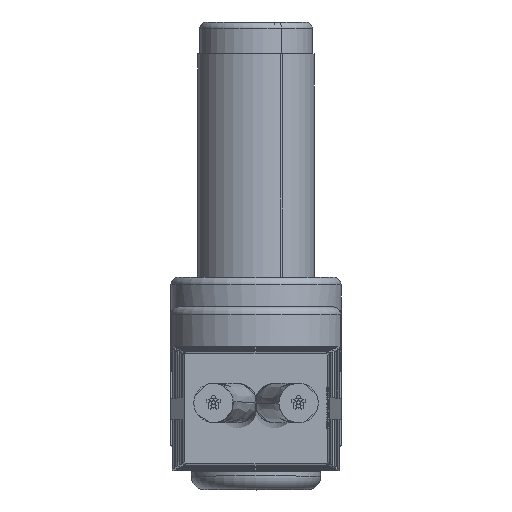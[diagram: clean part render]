
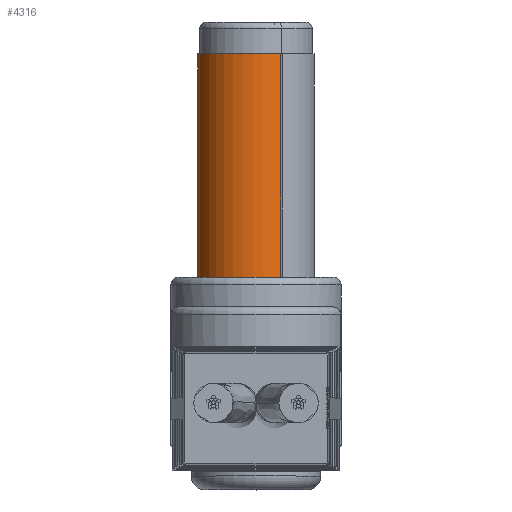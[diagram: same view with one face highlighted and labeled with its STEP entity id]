
A CAD part, top view. The second image highlights one B-rep face of the part: STEP entity #4316.
In plain terms, the highlighted cylindrical face has radius 2.75 mm (diameter 5.5 mm), a partial arc.
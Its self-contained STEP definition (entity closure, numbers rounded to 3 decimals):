
#192 = CARTESIAN_POINT ( 'NONE',  ( -7.483, 0., -2.75 ) ) ;
#1496 = VERTEX_POINT ( 'NONE', #11354 ) ;
#1838 = CIRCLE ( 'NONE', #7891, 2.75 ) ;
#1886 = DIRECTION ( 'NONE',  ( 1., 0., 0. ) ) ;
#2122 = DIRECTION ( 'NONE',  ( 1., 0., 0. ) ) ;
#3691 = VERTEX_POINT ( 'NONE', #11807 ) ;
#4069 = CIRCLE ( 'NONE', #11841, 2.75 ) ;
#4227 = CARTESIAN_POINT ( 'NONE',  ( -7.483, 0., 0. ) ) ;
#4316 = ADVANCED_FACE ( 'NONE', ( #18215 ), #13543, .T. ) ;
#4395 = EDGE_CURVE ( 'NONE', #15568, #1496, #4069, .T. ) ;
#4432 = ORIENTED_EDGE ( 'NONE', *, *, #4395, .T. ) ;
#4839 = EDGE_LOOP ( 'NONE', ( #4432, #11858, #5057, #9451 ) ) ;
#5057 = ORIENTED_EDGE ( 'NONE', *, *, #14792, .F. ) ;
#5075 = VECTOR ( 'NONE', #6181, 1000. ) ;
#5174 = DIRECTION ( 'NONE',  ( 0., 0., 1. ) ) ;
#6181 = DIRECTION ( 'NONE',  ( 1., 0., 0. ) ) ;
#6728 = VERTEX_POINT ( 'NONE', #13937 ) ;
#7112 = DIRECTION ( 'NONE',  ( 1., 0., 0. ) ) ;
#7372 = VECTOR ( 'NONE', #1886, 1000. ) ;
#7891 = AXIS2_PLACEMENT_3D ( 'NONE', #14079, #9337, #10685 ) ;
#9337 = DIRECTION ( 'NONE',  ( 1., 0., 0. ) ) ;
#9451 = ORIENTED_EDGE ( 'NONE', *, *, #10809, .F. ) ;
#9776 = AXIS2_PLACEMENT_3D ( 'NONE', #4227, #7112, #15475 ) ;
#10388 = LINE ( 'NONE', #192, #5075 ) ;
#10685 = DIRECTION ( 'NONE',  ( 0., 0., 1. ) ) ;
#10809 = EDGE_CURVE ( 'NONE', #15568, #6728, #10388, .T. ) ;
#11354 = CARTESIAN_POINT ( 'NONE',  ( -7.483, 0., 2.75 ) ) ;
#11807 = CARTESIAN_POINT ( 'NONE',  ( 8.517, 0., 2.75 ) ) ;
#11841 = AXIS2_PLACEMENT_3D ( 'NONE', #17763, #2122, #5174 ) ;
#11858 = ORIENTED_EDGE ( 'NONE', *, *, #16002, .T. ) ;
#13438 = LINE ( 'NONE', #19036, #7372 ) ;
#13543 = CYLINDRICAL_SURFACE ( 'NONE', #9776, 2.75 ) ;
#13937 = CARTESIAN_POINT ( 'NONE',  ( 8.517, 0., -2.75 ) ) ;
#14079 = CARTESIAN_POINT ( 'NONE',  ( 8.517, 0., 0. ) ) ;
#14792 = EDGE_CURVE ( 'NONE', #6728, #3691, #1838, .T. ) ;
#15475 = DIRECTION ( 'NONE',  ( 0., 0., -1. ) ) ;
#15568 = VERTEX_POINT ( 'NONE', #18028 ) ;
#16002 = EDGE_CURVE ( 'NONE', #1496, #3691, #13438, .T. ) ;
#17763 = CARTESIAN_POINT ( 'NONE',  ( -7.483, 0., 0. ) ) ;
#18028 = CARTESIAN_POINT ( 'NONE',  ( -7.483, 0., -2.75 ) ) ;
#18215 = FACE_OUTER_BOUND ( 'NONE', #4839, .T. ) ;
#19036 = CARTESIAN_POINT ( 'NONE',  ( -7.483, 0., 2.75 ) ) ;
